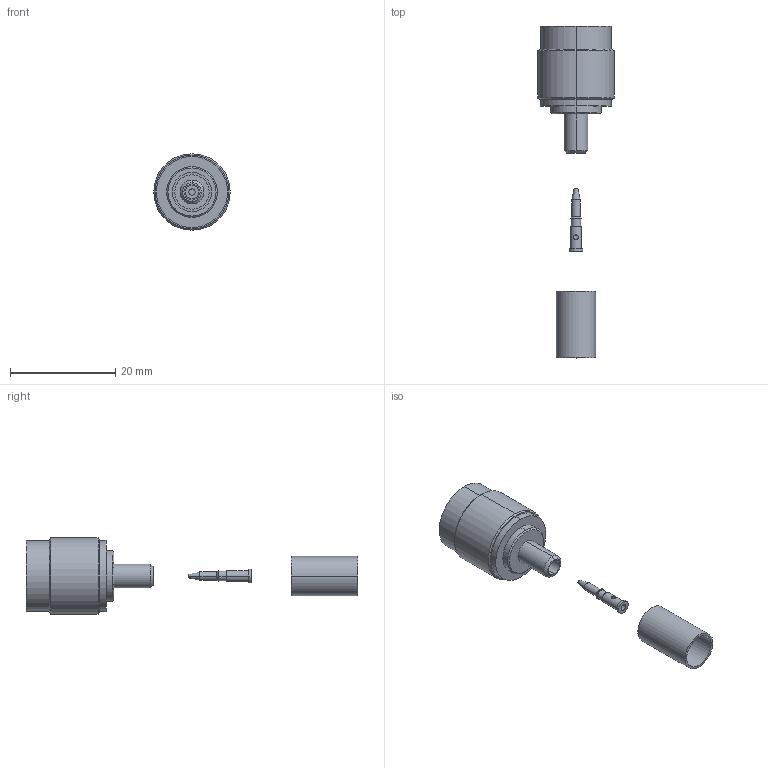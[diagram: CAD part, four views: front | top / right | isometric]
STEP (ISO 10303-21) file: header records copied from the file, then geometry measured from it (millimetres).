
FILE_DESCRIPTION (( 'STEP AP203' ), '1' );
FILE_NAME ('ATM-1506.STEP', '2010-04-22T12:11:58', ( 'x' ), ( 'Microsoft' ), 'SwSTEP 2.0', 'SolidWorks 2010', '' );
FILE_SCHEMA (( 'CONFIG_CONTROL_DESIGN' ));
Length unit declared in the file: inch
Products named in the file (4): ATM-1506; ATM-1506-MA3; ATM-1506-MA1; ATM-1506-MA2
Assembly tree (3 placements, depth 2):
  ATM-1506
    ATM-1506-MA2
    ATM-1506-MA1
    ATM-1506-MA3
Bounding box: 14.53 x 63.15 x 14.53 mm (x, y, z)
Volume: 1921 mm3; surface area: 3065.3 mm2
Topology: 3 solids, 3 shells, 97 faces, 220 edges, 142 vertices
Faces by surface type: plane 43, cylinder 42, cone 12
Entity records: 3234 total; most frequent: DIRECTION 536, CARTESIAN_POINT 517, ORIENTED_EDGE 440, EDGE_CURVE 220, AXIS2_PLACEMENT_3D 217, VERTEX_POINT 142, EDGE_LOOP 116, CIRCLE 114
